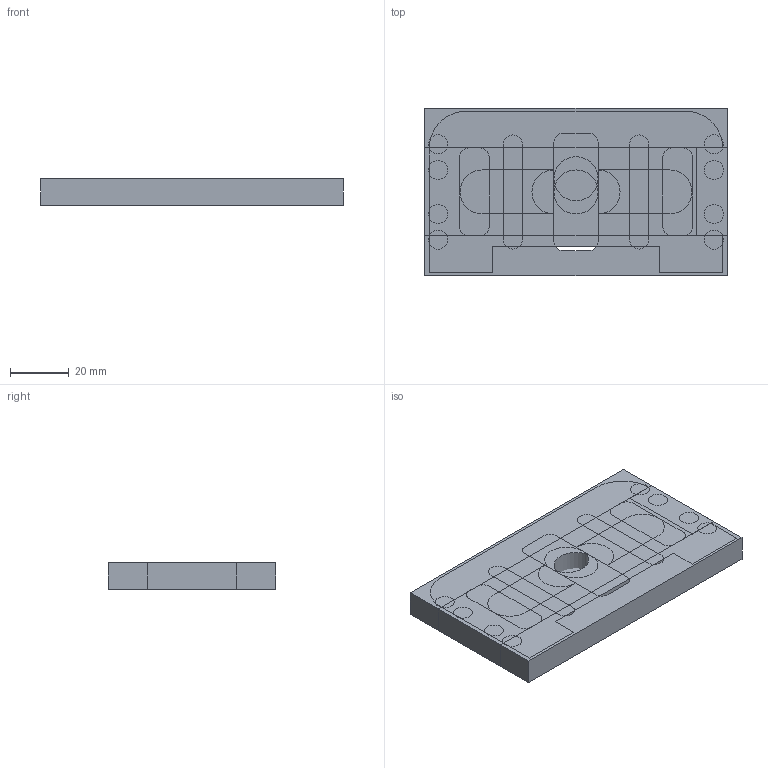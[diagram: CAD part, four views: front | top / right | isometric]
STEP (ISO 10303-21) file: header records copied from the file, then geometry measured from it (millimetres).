
FILE_DESCRIPTION( ( '' ), ' ' );
FILE_NAME( '5d1ff514db3a05176c348f2b.step', '2019-07-06T01:10:45', ( '' ), ( '' ), ' ', ' ', ' ' );
FILE_SCHEMA( ( 'AUTOMOTIVE_DESIGN { 1 0 10303 214 1 1 1 1 }' ) );
Length unit declared in the file: metre
Products named in the file (3): Part 1; Part 2; Part 3
Bounding box: 103 x 57 x 9 mm (x, y, z)
Surface area: 38352.7 mm2
Topology: 3 solids, 3 shells, 112 faces, 275 edges, 184 vertices
Faces by surface type: plane 64, cylinder 48
Full cylindrical faces by diameter (mm): 2.8 x4, 3.5 x8, 6.5 x8, 15 x2
Entity records: 4199 total; most frequent: DIRECTION 577, CARTESIAN_POINT 548, ORIENTED_EDGE 502, EDGE_CURVE 251, AXIS2_PLACEMENT_3D 211, VERTEX_POINT 182, EDGE_LOOP 181, LINE 155
